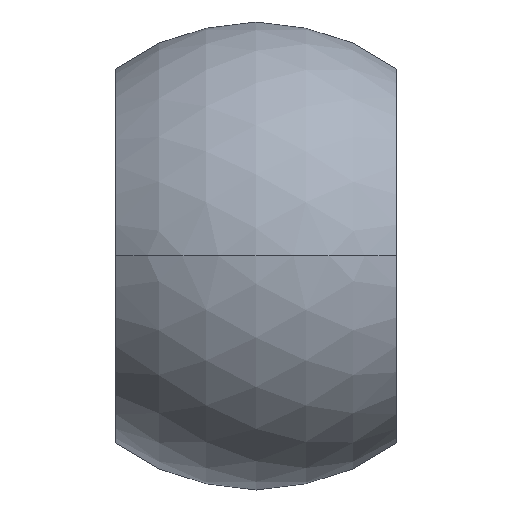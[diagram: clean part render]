
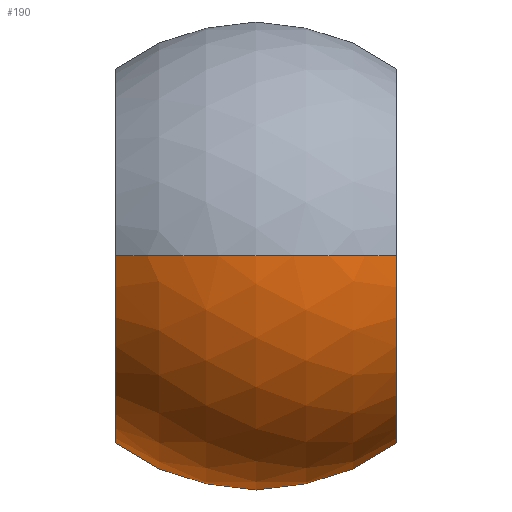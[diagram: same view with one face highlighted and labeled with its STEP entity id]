
A CAD part, left-side view. The second image highlights one B-rep face of the part: STEP entity #190.
In plain terms, the highlighted spherical face has radius 10 mm.
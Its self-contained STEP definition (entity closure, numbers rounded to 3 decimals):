
#168=VERTEX_POINT('',#374);
#176=VERTEX_POINT('',#382);
#190=ADVANCED_FACE('',(#399),#400,.T.);
#198=EDGE_CURVE('',#176,#230,#411,.T.);
#206=EDGE_CURVE('',#276,#230,#419,.T.);
#214=EDGE_CURVE('',#168,#176,#427,.T.);
#228=EDGE_CURVE('',#168,#276,#444,.T.);
#230=VERTEX_POINT('',#446);
#276=VERTEX_POINT('',#495);
#374=CARTESIAN_POINT('',(-8.,6.,0.));
#382=CARTESIAN_POINT('',(7.66,6.0,-2.308));
#399=FACE_OUTER_BOUND('',#648,.T.);
#400=SPHERICAL_SURFACE('',#649,10.0);
#411=CIRCLE('',#676,6.429);
#419=CIRCLE('',#701,8.0);
#427=CIRCLE('',#713,8.0);
#444=CIRCLE('',#734,10.0);
#446=CARTESIAN_POINT('',(7.66,-6.0,-2.308));
#495=CARTESIAN_POINT('',(-8.,-6.,0.));
#648=EDGE_LOOP('',(#952,#953,#954,#955));
#649=AXIS2_PLACEMENT_3D('',#956,#957,#958);
#676=AXIS2_PLACEMENT_3D('',#975,#976,#977);
#701=AXIS2_PLACEMENT_3D('',#981,#982,#983);
#713=AXIS2_PLACEMENT_3D('',#988,#989,#990);
#734=AXIS2_PLACEMENT_3D('',#1019,#1020,#1021);
#952=ORIENTED_EDGE('',*,*,#228,.F.);
#953=ORIENTED_EDGE('',*,*,#214,.T.);
#954=ORIENTED_EDGE('',*,*,#198,.T.);
#955=ORIENTED_EDGE('',*,*,#206,.F.);
#956=CARTESIAN_POINT('',(0.,0.,0.));
#957=DIRECTION('',(0.0,-1.0,0.0));
#958=DIRECTION('',(-1.0,0.0,0.));
#975=CARTESIAN_POINT('',(7.66,0.,0.));
#976=DIRECTION('',(-1.0,0.,0.));
#977=DIRECTION('',(0.,0.0,-1.0));
#981=CARTESIAN_POINT('',(0.,-6.,0.));
#982=DIRECTION('',(0.0,-1.0,0.0));
#983=DIRECTION('',(1.0,0.0,0.));
#988=CARTESIAN_POINT('',(0.,6.,0.));
#989=DIRECTION('',(0.0,-1.0,0.0));
#990=DIRECTION('',(1.0,0.0,0.));
#1019=CARTESIAN_POINT('',(0.,0.,0.));
#1020=DIRECTION('',(0.,-0.0,1.0));
#1021=DIRECTION('',(0.0,1.0,0.0));
